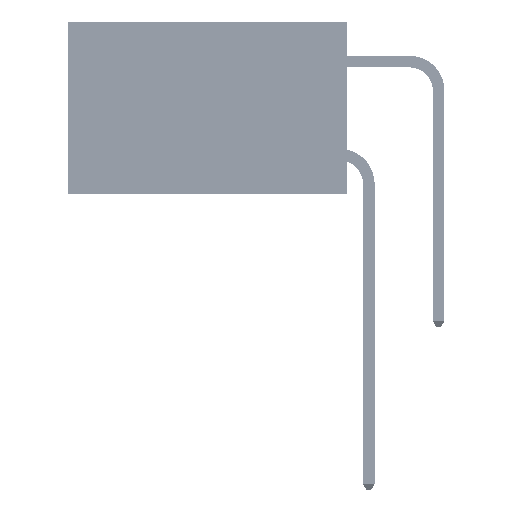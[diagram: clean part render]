
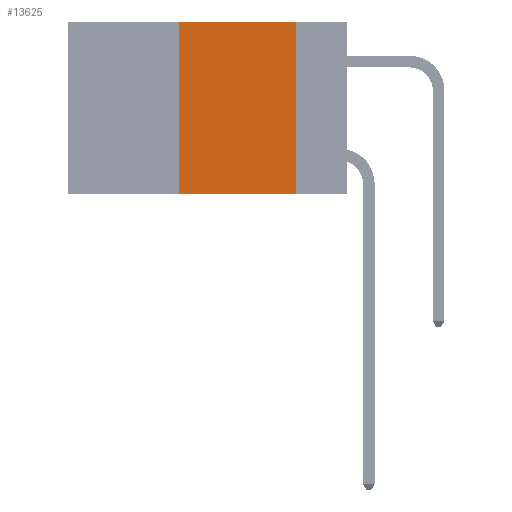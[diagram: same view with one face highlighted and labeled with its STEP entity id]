
A CAD part, left-side view. The second image highlights one B-rep face of the part: STEP entity #13625.
In plain terms, the highlighted planar face has unit normal (-1, 0, 0).
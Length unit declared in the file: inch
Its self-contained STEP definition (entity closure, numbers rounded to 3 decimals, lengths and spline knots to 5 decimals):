
#614 = CARTESIAN_POINT ( 'NONE',  ( 0., 0.6, -0.37 ) ) ;
#656 = DIRECTION ( 'NONE',  ( 0., 0., -1. ) ) ;
#1337 = VERTEX_POINT ( 'NONE', #30207 ) ;
#1371 = EDGE_LOOP ( 'NONE', ( #41070, #30780, #22121, #13716 ) ) ;
#1770 = EDGE_CURVE ( 'NONE', #11698, #1337, #18745, .T. ) ;
#2074 = EDGE_CURVE ( 'NONE', #11698, #40154, #32192, .T. ) ;
#8502 = VECTOR ( 'NONE', #656, 39.37008 ) ;
#9776 = LINE ( 'NONE', #12832, #8502 ) ;
#10121 = EDGE_CURVE ( 'NONE', #32433, #1337, #9776, .T. ) ;
#11447 = PLANE ( 'NONE',  #46064 ) ;
#11698 = VERTEX_POINT ( 'NONE', #50541 ) ;
#12832 = CARTESIAN_POINT ( 'NONE',  ( 0., 0.11, 0. ) ) ;
#13486 = DIRECTION ( 'NONE',  ( 0., -1., 0. ) ) ;
#13625 = ADVANCED_FACE ( 'NONE', ( #45793 ), #11447, .F. ) ;
#13716 = ORIENTED_EDGE ( 'NONE', *, *, #1770, .T. ) ;
#14437 = DIRECTION ( 'NONE',  ( 0., -1., 0. ) ) ;
#18745 = LINE ( 'NONE', #614, #28290 ) ;
#19494 = CARTESIAN_POINT ( 'NONE',  ( 0., 0.6, 0. ) ) ;
#20503 = VECTOR ( 'NONE', #14437, 39.37008 ) ;
#22121 = ORIENTED_EDGE ( 'NONE', *, *, #2074, .F. ) ;
#28290 = VECTOR ( 'NONE', #13486, 39.37008 ) ;
#28293 = DIRECTION ( 'NONE',  ( 0., 0., 1. ) ) ;
#28569 = CARTESIAN_POINT ( 'NONE',  ( 0., 0.36, 0. ) ) ;
#30207 = CARTESIAN_POINT ( 'NONE',  ( 0., 0.11, -0.37 ) ) ;
#30780 = ORIENTED_EDGE ( 'NONE', *, *, #46691, .F. ) ;
#31598 = DIRECTION ( 'NONE',  ( 0., 0., -1. ) ) ;
#32192 = LINE ( 'NONE', #32227, #47514 ) ;
#32227 = CARTESIAN_POINT ( 'NONE',  ( 0., 0.36, 0. ) ) ;
#32433 = VERTEX_POINT ( 'NONE', #51848 ) ;
#40154 = VERTEX_POINT ( 'NONE', #28569 ) ;
#41070 = ORIENTED_EDGE ( 'NONE', *, *, #10121, .F. ) ;
#43510 = CARTESIAN_POINT ( 'NONE',  ( 0., 0.6, 0. ) ) ;
#43763 = DIRECTION ( 'NONE',  ( 1., 0., 0. ) ) ;
#44765 = LINE ( 'NONE', #43510, #20503 ) ;
#45793 = FACE_OUTER_BOUND ( 'NONE', #1371, .T. ) ;
#46064 = AXIS2_PLACEMENT_3D ( 'NONE', #19494, #43763, #31598 ) ;
#46691 = EDGE_CURVE ( 'NONE', #40154, #32433, #44765, .T. ) ;
#47514 = VECTOR ( 'NONE', #28293, 39.37008 ) ;
#50541 = CARTESIAN_POINT ( 'NONE',  ( 0., 0.36, -0.37 ) ) ;
#51848 = CARTESIAN_POINT ( 'NONE',  ( 0., 0.11, 0. ) ) ;
